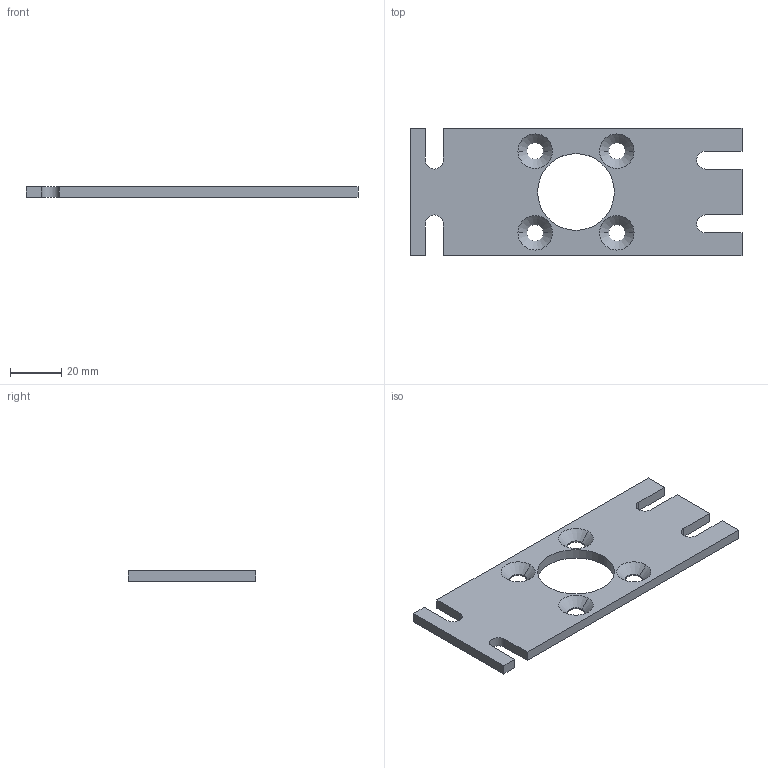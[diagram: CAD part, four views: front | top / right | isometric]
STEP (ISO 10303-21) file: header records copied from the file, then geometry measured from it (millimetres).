
FILE_DESCRIPTION (( 'STEP AP203' ), '1' );
FILE_NAME ('61_619_02_55_0.STEP', '2021-02-09T13:48:15', ( '' ), ( '' ), 'SwSTEP 2.0', 'SolidWorks 2018', '' );
FILE_SCHEMA (( 'CONFIG_CONTROL_DESIGN' ));
Length unit declared in the file: millimetre
Products named in the file (1): 61_619_02_55_0
Bounding box: 130 x 50 x 4 mm (x, y, z)
Volume: 20155.9 mm3; surface area: 12949.8 mm2
Topology: 1 solids, 1 shells, 42 faces, 112 edges, 72 vertices
Faces by surface type: plane 18, cylinder 16, cone 8
Entity records: 1409 total; most frequent: DIRECTION 238, CARTESIAN_POINT 227, ORIENTED_EDGE 224, EDGE_CURVE 112, AXIS2_PLACEMENT_3D 83, VECTOR 72, LINE 72, VERTEX_POINT 72
